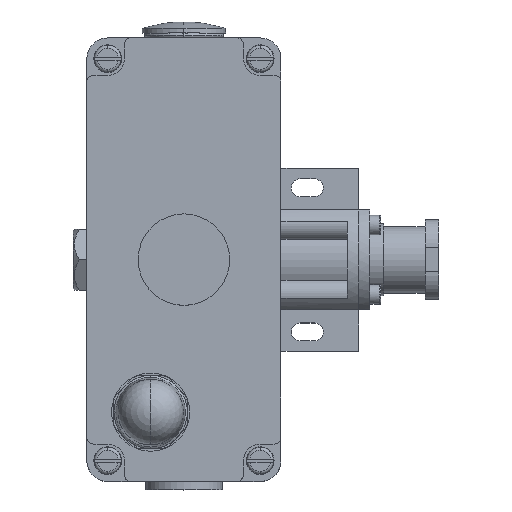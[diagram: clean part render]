
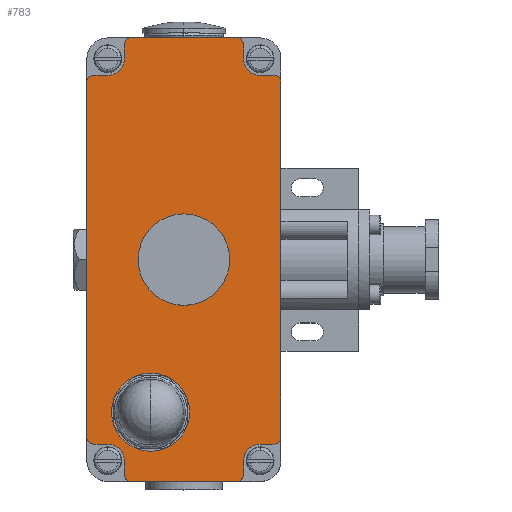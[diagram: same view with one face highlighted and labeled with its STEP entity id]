
A CAD part, top view. The second image highlights one B-rep face of the part: STEP entity #783.
In plain terms, the highlighted planar face has unit normal (0, 0, 1).
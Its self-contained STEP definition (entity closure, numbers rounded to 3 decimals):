
#783=ADVANCED_FACE('',(#1711,#1712,#1713),#1714,.T.);
#1711=FACE_OUTER_BOUND('',#2780,.T.);
#1712=FACE_BOUND('',#2781,.T.);
#1713=FACE_BOUND('',#2782,.T.);
#1714=PLANE('',#2783);
#2780=EDGE_LOOP('',(#5058,#5059,#5060,#5061,#5062,#5063,#5064,#5065,#5066,#5067,#5068,#5069,#5070,#5071,#5072,#5073,#5074,#5075,#5076,#5077,#5078,#5079,#5080,#5081));
#2781=EDGE_LOOP('',(#5082,#5083));
#2782=EDGE_LOOP('',(#5084,#5085));
#2783=AXIS2_PLACEMENT_3D('',#5086,#5087,#5088);
#5058=ORIENTED_EDGE('',*,*,#6998,.T.);
#5059=ORIENTED_EDGE('',*,*,#7059,.F.);
#5060=ORIENTED_EDGE('',*,*,#6994,.T.);
#5061=ORIENTED_EDGE('',*,*,#6991,.T.);
#5062=ORIENTED_EDGE('',*,*,#6988,.T.);
#5063=ORIENTED_EDGE('',*,*,#7049,.T.);
#5064=ORIENTED_EDGE('',*,*,#7046,.T.);
#5065=ORIENTED_EDGE('',*,*,#7068,.F.);
#5066=ORIENTED_EDGE('',*,*,#7042,.T.);
#5067=ORIENTED_EDGE('',*,*,#7039,.T.);
#5068=ORIENTED_EDGE('',*,*,#7036,.T.);
#5069=ORIENTED_EDGE('',*,*,#7033,.T.);
#5070=ORIENTED_EDGE('',*,*,#7030,.T.);
#5071=ORIENTED_EDGE('',*,*,#7062,.F.);
#5072=ORIENTED_EDGE('',*,*,#7026,.T.);
#5073=ORIENTED_EDGE('',*,*,#7023,.T.);
#5074=ORIENTED_EDGE('',*,*,#7020,.T.);
#5075=ORIENTED_EDGE('',*,*,#7017,.T.);
#5076=ORIENTED_EDGE('',*,*,#7014,.T.);
#5077=ORIENTED_EDGE('',*,*,#7054,.F.);
#5078=ORIENTED_EDGE('',*,*,#7010,.T.);
#5079=ORIENTED_EDGE('',*,*,#7007,.T.);
#5080=ORIENTED_EDGE('',*,*,#7004,.T.);
#5081=ORIENTED_EDGE('',*,*,#7001,.T.);
#5082=ORIENTED_EDGE('',*,*,#6425,.T.);
#5083=ORIENTED_EDGE('',*,*,#6772,.T.);
#5084=ORIENTED_EDGE('',*,*,#6863,.T.);
#5085=ORIENTED_EDGE('',*,*,#6385,.T.);
#5086=CARTESIAN_POINT('',(40.0,83.0,60.0));
#5087=DIRECTION('',(0.0,0.0,1.0));
#5088=DIRECTION('',(0.0,-1.0,0.0));
#6385=EDGE_CURVE('',#7656,#7660,#7662,.T.);
#6425=EDGE_CURVE('',#7729,#7726,#7730,.T.);
#6772=EDGE_CURVE('',#7726,#7729,#8234,.T.);
#6863=EDGE_CURVE('',#7660,#7656,#8357,.T.);
#6988=EDGE_CURVE('',#8553,#8551,#8554,.T.);
#6991=EDGE_CURVE('',#8557,#8553,#8558,.T.);
#6994=EDGE_CURVE('',#8561,#8557,#8562,.T.);
#6998=EDGE_CURVE('',#8567,#8565,#8568,.T.);
#7001=EDGE_CURVE('',#8571,#8567,#8572,.T.);
#7004=EDGE_CURVE('',#8575,#8571,#8576,.T.);
#7007=EDGE_CURVE('',#8579,#8575,#8580,.T.);
#7010=EDGE_CURVE('',#8583,#8579,#8584,.T.);
#7014=EDGE_CURVE('',#8589,#8587,#8590,.T.);
#7017=EDGE_CURVE('',#8593,#8589,#8594,.T.);
#7020=EDGE_CURVE('',#8597,#8593,#8598,.T.);
#7023=EDGE_CURVE('',#8601,#8597,#8602,.T.);
#7026=EDGE_CURVE('',#8605,#8601,#8606,.T.);
#7030=EDGE_CURVE('',#8611,#8609,#8612,.T.);
#7033=EDGE_CURVE('',#8615,#8611,#8616,.T.);
#7036=EDGE_CURVE('',#8619,#8615,#8620,.T.);
#7039=EDGE_CURVE('',#8623,#8619,#8624,.T.);
#7042=EDGE_CURVE('',#8627,#8623,#8628,.T.);
#7046=EDGE_CURVE('',#8633,#8631,#8634,.T.);
#7049=EDGE_CURVE('',#8551,#8633,#8637,.T.);
#7054=EDGE_CURVE('',#8583,#8587,#8642,.T.);
#7059=EDGE_CURVE('',#8561,#8565,#8647,.T.);
#7062=EDGE_CURVE('',#8605,#8609,#8650,.T.);
#7068=EDGE_CURVE('',#8627,#8631,#8656,.T.);
#7656=VERTEX_POINT('',#9518);
#7660=VERTEX_POINT('',#9523);
#7662=CIRCLE('',#9526,1.0);
#7726=VERTEX_POINT('',#9604);
#7729=VERTEX_POINT('',#9608);
#7730=CIRCLE('',#9609,10.0);
#8234=CIRCLE('',#10508,10.0);
#8357=CIRCLE('',#10679,1.0);
#8551=VERTEX_POINT('',#10923);
#8553=VERTEX_POINT('',#10926);
#8554=CIRCLE('',#10927,6.);
#8557=VERTEX_POINT('',#10931);
#8558=LINE('',#10932,#10933);
#8561=VERTEX_POINT('',#10937);
#8562=CIRCLE('',#10938,2.5);
#8565=VERTEX_POINT('',#10942);
#8567=VERTEX_POINT('',#10945);
#8568=CIRCLE('',#10946,2.5);
#8571=VERTEX_POINT('',#10950);
#8572=LINE('',#10951,#10952);
#8575=VERTEX_POINT('',#10956);
#8576=CIRCLE('',#10957,6.);
#8579=VERTEX_POINT('',#10961);
#8580=LINE('',#10962,#10963);
#8583=VERTEX_POINT('',#10967);
#8584=CIRCLE('',#10968,2.5);
#8587=VERTEX_POINT('',#10972);
#8589=VERTEX_POINT('',#10975);
#8590=CIRCLE('',#10976,2.5);
#8593=VERTEX_POINT('',#10980);
#8594=LINE('',#10981,#10982);
#8597=VERTEX_POINT('',#10986);
#8598=CIRCLE('',#10987,6.);
#8601=VERTEX_POINT('',#10991);
#8602=LINE('',#10992,#10993);
#8605=VERTEX_POINT('',#10997);
#8606=CIRCLE('',#10998,2.5);
#8609=VERTEX_POINT('',#11002);
#8611=VERTEX_POINT('',#11005);
#8612=CIRCLE('',#11006,2.5);
#8615=VERTEX_POINT('',#11010);
#8616=LINE('',#11011,#11012);
#8619=VERTEX_POINT('',#11016);
#8620=CIRCLE('',#11017,6.);
#8623=VERTEX_POINT('',#11021);
#8624=LINE('',#11022,#11023);
#8627=VERTEX_POINT('',#11027);
#8628=CIRCLE('',#11028,2.5);
#8631=VERTEX_POINT('',#11032);
#8633=VERTEX_POINT('',#11035);
#8634=CIRCLE('',#11036,2.5);
#8637=LINE('',#11040,#11041);
#8642=LINE('',#11048,#11049);
#8647=LINE('',#11056,#11057);
#8650=LINE('',#11061,#11062);
#8656=LINE('',#11071,#11072);
#9518=CARTESIAN_POINT('',(40.0,82.0,60.0));
#9523=CARTESIAN_POINT('',(40.0,84.0,60.0));
#9526=AXIS2_PLACEMENT_3D('',#12132,#12133,#12134);
#9604=CARTESIAN_POINT('',(28.0,38.0,60.0));
#9608=CARTESIAN_POINT('',(28.0,18.0,60.0));
#9609=AXIS2_PLACEMENT_3D('',#12195,#12196,#12197);
#10508=AXIS2_PLACEMENT_3D('',#12648,#12649,#12650);
#10679=AXIS2_PLACEMENT_3D('',#12732,#12733,#12734);
#10923=CARTESIAN_POINT('',(12.5,149.5,60.0));
#10926=CARTESIAN_POINT('',(18.5,155.5,60.0));
#10927=AXIS2_PLACEMENT_3D('',#12915,#12916,#12917);
#10931=CARTESIAN_POINT('',(18.5,160.5,60.0));
#10932=CARTESIAN_POINT('',(18.5,120.5,60.0));
#10933=VECTOR('',#12919,1.0);
#10937=CARTESIAN_POINT('',(21.0,163.0,60.0));
#10938=AXIS2_PLACEMENT_3D('',#12921,#12922,#12923);
#10942=CARTESIAN_POINT('',(59.,163.0,60.0));
#10945=CARTESIAN_POINT('',(61.5,160.5,60.0));
#10946=AXIS2_PLACEMENT_3D('',#12926,#12927,#12928);
#10950=CARTESIAN_POINT('',(61.5,155.5,60.0));
#10951=CARTESIAN_POINT('',(61.5,120.5,60.0));
#10952=VECTOR('',#12930,1.0);
#10956=CARTESIAN_POINT('',(67.5,149.5,60.0));
#10957=AXIS2_PLACEMENT_3D('',#12932,#12933,#12934);
#10961=CARTESIAN_POINT('',(72.5,149.5,60.0));
#10962=CARTESIAN_POINT('',(55.,149.5,60.0));
#10963=VECTOR('',#12936,1.0);
#10967=CARTESIAN_POINT('',(75.0,147.0,60.0));
#10968=AXIS2_PLACEMENT_3D('',#12938,#12939,#12940);
#10972=CARTESIAN_POINT('',(75.0,19.,60.0));
#10975=CARTESIAN_POINT('',(72.5,16.5,60.0));
#10976=AXIS2_PLACEMENT_3D('',#12943,#12944,#12945);
#10980=CARTESIAN_POINT('',(67.5,16.5,60.0));
#10981=CARTESIAN_POINT('',(55.,16.5,60.0));
#10982=VECTOR('',#12947,1.0);
#10986=CARTESIAN_POINT('',(61.5,10.5,60.0));
#10987=AXIS2_PLACEMENT_3D('',#12949,#12950,#12951);
#10991=CARTESIAN_POINT('',(61.5,5.5,60.0));
#10992=CARTESIAN_POINT('',(61.5,45.5,60.0));
#10993=VECTOR('',#12953,1.0);
#10997=CARTESIAN_POINT('',(59.0,3.0,60.0));
#10998=AXIS2_PLACEMENT_3D('',#12955,#12956,#12957);
#11002=CARTESIAN_POINT('',(21.,3.0,60.0));
#11005=CARTESIAN_POINT('',(18.5,5.5,60.0));
#11006=AXIS2_PLACEMENT_3D('',#12960,#12961,#12962);
#11010=CARTESIAN_POINT('',(18.5,10.5,60.0));
#11011=CARTESIAN_POINT('',(18.5,45.5,60.0));
#11012=VECTOR('',#12964,1.0);
#11016=CARTESIAN_POINT('',(12.5,16.5,60.0));
#11017=AXIS2_PLACEMENT_3D('',#12966,#12967,#12968);
#11021=CARTESIAN_POINT('',(7.5,16.5,60.0));
#11022=CARTESIAN_POINT('',(25.,16.5,60.0));
#11023=VECTOR('',#12970,1.0);
#11027=CARTESIAN_POINT('',(5.0,19.0,60.0));
#11028=AXIS2_PLACEMENT_3D('',#12972,#12973,#12974);
#11032=CARTESIAN_POINT('',(5.0,147.,60.0));
#11035=CARTESIAN_POINT('',(7.5,149.5,60.0));
#11036=AXIS2_PLACEMENT_3D('',#12977,#12978,#12979);
#11040=CARTESIAN_POINT('',(25.0,149.5,60.0));
#11041=VECTOR('',#12981,1.0);
#11048=CARTESIAN_POINT('',(75.0,10.5,60.0));
#11049=VECTOR('',#12984,1.0);
#11056=CARTESIAN_POINT('',(67.5,163.0,60.0));
#11057=VECTOR('',#12987,1.0);
#11061=CARTESIAN_POINT('',(12.5,3.0,60.0));
#11062=VECTOR('',#12989,1.0);
#11071=CARTESIAN_POINT('',(5.0,155.5,60.0));
#11072=VECTOR('',#12993,1.0);
#12132=CARTESIAN_POINT('',(40.0,83.0,60.0));
#12133=DIRECTION('',(-0.0,0.0,-1.0));
#12134=DIRECTION('',(0.,-1.0,0.0));
#12195=CARTESIAN_POINT('',(28.0,28.0,60.0));
#12196=DIRECTION('',(0.0,0.0,-1.0));
#12197=DIRECTION('',(0.0,1.0,0.0));
#12648=CARTESIAN_POINT('',(28.0,28.0,60.0));
#12649=DIRECTION('',(0.0,0.0,-1.0));
#12650=DIRECTION('',(0.0,1.0,0.0));
#12732=CARTESIAN_POINT('',(40.0,83.0,60.0));
#12733=DIRECTION('',(-0.0,0.0,-1.0));
#12734=DIRECTION('',(0.,-1.0,0.0));
#12915=CARTESIAN_POINT('',(12.5,155.5,60.0));
#12916=DIRECTION('',(0.0,0.0,-1.0));
#12917=DIRECTION('',(0.,-1.0,0.0));
#12919=DIRECTION('',(0.0,-1.0,0.0));
#12921=CARTESIAN_POINT('',(21.,160.5,60.0));
#12922=DIRECTION('',(0.0,-0.0,1.0));
#12923=DIRECTION('',(0.,1.0,0.0));
#12926=CARTESIAN_POINT('',(59.,160.5,60.0));
#12927=DIRECTION('',(0.0,0.0,1.0));
#12928=DIRECTION('',(1.0,0.,0.0));
#12930=DIRECTION('',(0.0,1.0,0.0));
#12932=CARTESIAN_POINT('',(67.5,155.5,60.0));
#12933=DIRECTION('',(-0.0,0.0,-1.0));
#12934=DIRECTION('',(-1.0,0.,0.0));
#12936=DIRECTION('',(-1.0,-0.0,0.0));
#12938=CARTESIAN_POINT('',(72.5,147.,60.0));
#12939=DIRECTION('',(0.0,0.0,1.0));
#12940=DIRECTION('',(1.0,0.,0.0));
#12943=CARTESIAN_POINT('',(72.5,19.,60.0));
#12944=DIRECTION('',(0.0,0.0,1.0));
#12945=DIRECTION('',(0.,-1.0,0.0));
#12947=DIRECTION('',(1.0,0.0,0.0));
#12949=CARTESIAN_POINT('',(67.5,10.5,60.0));
#12950=DIRECTION('',(0.0,0.0,-1.0));
#12951=DIRECTION('',(0.,1.0,0.0));
#12953=DIRECTION('',(0.0,1.0,0.0));
#12955=CARTESIAN_POINT('',(59.,5.5,60.0));
#12956=DIRECTION('',(0.0,0.0,1.0));
#12957=DIRECTION('',(0.,-1.0,0.0));
#12960=CARTESIAN_POINT('',(21.,5.5,60.0));
#12961=DIRECTION('',(0.0,0.0,1.0));
#12962=DIRECTION('',(-1.0,0.,0.0));
#12964=DIRECTION('',(0.0,-1.0,0.0));
#12966=CARTESIAN_POINT('',(12.5,10.5,60.0));
#12967=DIRECTION('',(0.0,0.0,-1.0));
#12968=DIRECTION('',(1.0,0.,0.0));
#12970=DIRECTION('',(1.0,0.0,0.0));
#12972=CARTESIAN_POINT('',(7.5,19.,60.0));
#12973=DIRECTION('',(0.0,0.0,1.0));
#12974=DIRECTION('',(-1.0,0.,0.0));
#12977=CARTESIAN_POINT('',(7.5,147.,60.0));
#12978=DIRECTION('',(0.0,-0.0,1.0));
#12979=DIRECTION('',(0.,1.0,0.0));
#12981=DIRECTION('',(-1.0,-0.0,0.0));
#12984=DIRECTION('',(0.0,-1.0,0.0));
#12987=DIRECTION('',(1.0,0.0,0.0));
#12989=DIRECTION('',(-1.0,0.0,0.0));
#12993=DIRECTION('',(0.0,1.0,0.0));
